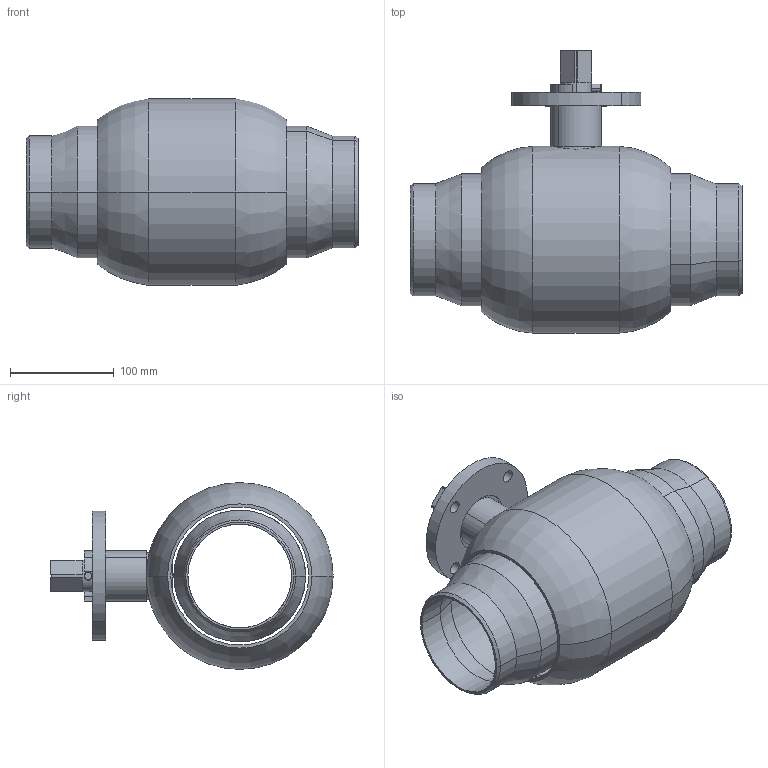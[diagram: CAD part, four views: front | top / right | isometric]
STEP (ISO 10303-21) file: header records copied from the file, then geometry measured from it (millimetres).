
FILE_DESCRIPTION (( 'STEP AP214' ), '1' );
FILE_NAME ('通径DN100焊接球阀-蜗轮盘.STEP', '2026-01-28T08:02:26', ( '' ), ( '' ), 'SwSTEP 2.0', 'SolidWorks 2022', '' );
FILE_SCHEMA (( 'AUTOMOTIVE_DESIGN' ));
Length unit declared in the file: millimetre
Products named in the file (7): Q61F-125-3概裝; Q61F-125-5粣杶; Q61F-125-16詩种; 通径DN100焊接球阀-蜗轮盘; 125-150攫 - 萵掛; 100籵噤諉; Q61F-125-1概极樓馱
Assembly tree (7 placements, depth 2):
  通径DN100焊接球阀-蜗轮盘
    Q61F-125-1概极樓馱
    Q61F-125-5粣杶
    125-150攫 - 萵掛
    100籵噤諉  x2
    Q61F-125-3概裝
    Q61F-125-16詩种
Bounding box: 320 x 272 x 180 mm (x, y, z)
Volume: 1266205.4 mm3; surface area: 429151.3 mm2
Topology: 7 solids, 7 shells, 163 faces, 367 edges, 230 vertices
Faces by surface type: cylinder 79, plane 52, cone 18, torus 14
Entity records: 4962 total; most frequent: CARTESIAN_POINT 1119, DIRECTION 783, ORIENTED_EDGE 650, EDGE_CURVE 325, AXIS2_PLACEMENT_3D 324, VERTEX_POINT 206, EDGE_LOOP 173, CIRCLE 172
